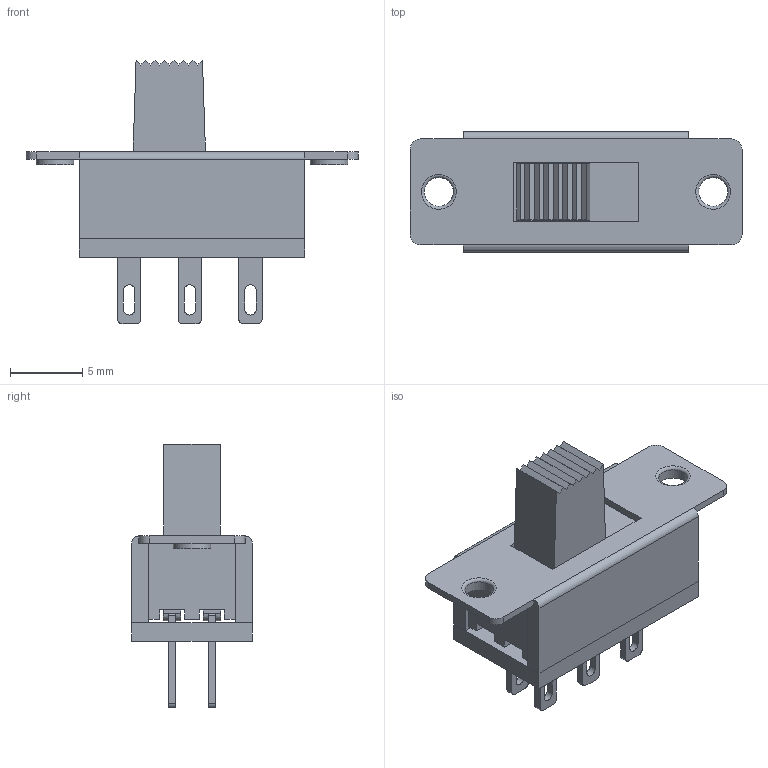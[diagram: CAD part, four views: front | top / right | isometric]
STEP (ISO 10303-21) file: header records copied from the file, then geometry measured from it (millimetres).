
FILE_DESCRIPTION(/* description */ (''),/* implementation_level */ '2;1');
FILE_NAME(/* name */ 'Mini switch.stp',/* time_stamp */ '2021-05-11T17:03:23+02:00',/* author */ ('Niels'),/* organization */ (''),/* preprocessor_version */ 'ST-DEVELOPER v17',/* originating_system */ 'Autodesk Inventor 2019',/* authorisation */ '');
FILE_SCHEMA (('AUTOMOTIVE_DESIGN { 1 0 10303 214 3 1 1 }'));
Length unit declared in the file: millimetre
Products named in the file (1): Mini switch
Bounding box: 23 x 8.35 x 18.25 mm (x, y, z)
Volume: 942.7 mm3; surface area: 1574.8 mm2
Topology: 1 solids, 1 shells, 188 faces, 509 edges, 338 vertices
Faces by surface type: plane 142, cylinder 44, torus 2
Full cylindrical faces by diameter (mm): 2 x2, 2.6 x2
Entity records: 6135 total; most frequent: CARTESIAN_POINT 1036, ORIENTED_EDGE 1018, DIRECTION 985, EDGE_CURVE 509, LINE 411, VECTOR 411, VERTEX_POINT 338, AXIS2_PLACEMENT_3D 287
